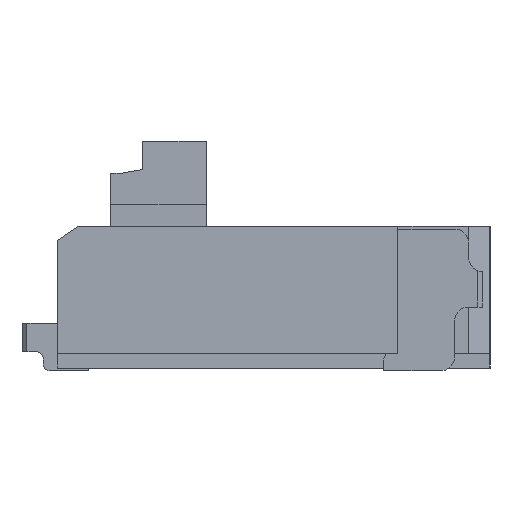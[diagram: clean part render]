
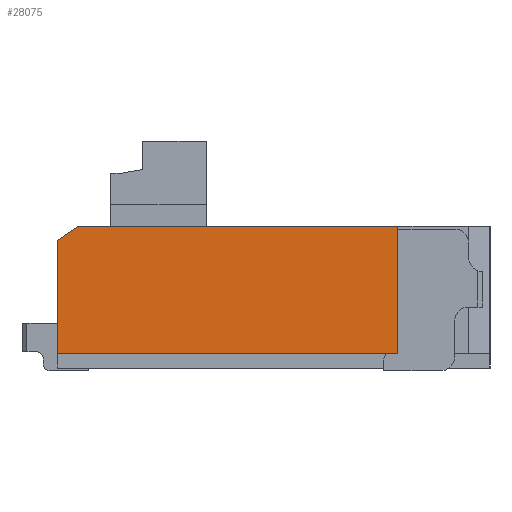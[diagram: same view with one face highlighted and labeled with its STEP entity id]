
A CAD part, left-side view. The second image highlights one B-rep face of the part: STEP entity #28075.
In plain terms, the highlighted planar face has unit normal (-1, 0, 0).
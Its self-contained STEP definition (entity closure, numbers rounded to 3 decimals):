
#628=FACE_OUTER_BOUND('',#2018,.T.);
#2018=EDGE_LOOP('',(#18194,#18195,#18196,#18197,#18198));
#4335=LINE('',#39940,#7684);
#4347=LINE('',#39963,#7696);
#4348=LINE('',#39966,#7697);
#4349=LINE('',#39968,#7698);
#4350=LINE('',#39969,#7699);
#7684=VECTOR('',#32076,0.8);
#7696=VECTOR('',#32092,0.18);
#7697=VECTOR('',#32095,2.4);
#7698=VECTOR('',#32096,0.9);
#7699=VECTOR('',#32097,2.25);
#11017=VERTEX_POINT('',#39937);
#11018=VERTEX_POINT('',#39939);
#11026=VERTEX_POINT('',#39958);
#11028=VERTEX_POINT('',#39965);
#11029=VERTEX_POINT('',#39967);
#13851=EDGE_CURVE('',#11017,#11018,#4335,.T.);
#13863=EDGE_CURVE('',#11018,#11026,#4347,.T.);
#13864=EDGE_CURVE('',#11017,#11028,#4348,.T.);
#13865=EDGE_CURVE('',#11028,#11029,#4349,.T.);
#13866=EDGE_CURVE('',#11026,#11029,#4350,.T.);
#18194=ORIENTED_EDGE('',*,*,#13851,.F.);
#18195=ORIENTED_EDGE('',*,*,#13864,.T.);
#18196=ORIENTED_EDGE('',*,*,#13865,.T.);
#18197=ORIENTED_EDGE('',*,*,#13866,.F.);
#18198=ORIENTED_EDGE('',*,*,#13863,.F.);
#26239=PLANE('',#29550);
#28075=ADVANCED_FACE('',(#628),#26239,.F.);
#29550=AXIS2_PLACEMENT_3D('',#39964,#32093,#32094);
#32076=DIRECTION('',(0.,1.,0.));
#32092=DIRECTION('',(0.,0.555,0.832));
#32093=DIRECTION('center_axis',(1.,0.,0.));
#32094=DIRECTION('ref_axis',(0.,0.,-1.));
#32095=DIRECTION('',(0.,0.,1.));
#32096=DIRECTION('',(0.,1.,0.));
#32097=DIRECTION('',(0.,0.,1.));
#39937=CARTESIAN_POINT('',(21.457,17.503,-1.525));
#39939=CARTESIAN_POINT('',(21.457,18.303,-1.525));
#39940=CARTESIAN_POINT('',(21.457,17.503,-1.525));
#39958=CARTESIAN_POINT('',(21.457,18.403,-1.375));
#39963=CARTESIAN_POINT('',(21.457,18.303,-1.525));
#39964=CARTESIAN_POINT('Origin',(21.457,17.953,-0.325));
#39965=CARTESIAN_POINT('',(21.457,17.503,0.875));
#39966=CARTESIAN_POINT('',(21.457,17.503,-1.525));
#39967=CARTESIAN_POINT('',(21.457,18.403,0.875));
#39968=CARTESIAN_POINT('',(21.457,17.503,0.875));
#39969=CARTESIAN_POINT('',(21.457,18.403,-1.375));
